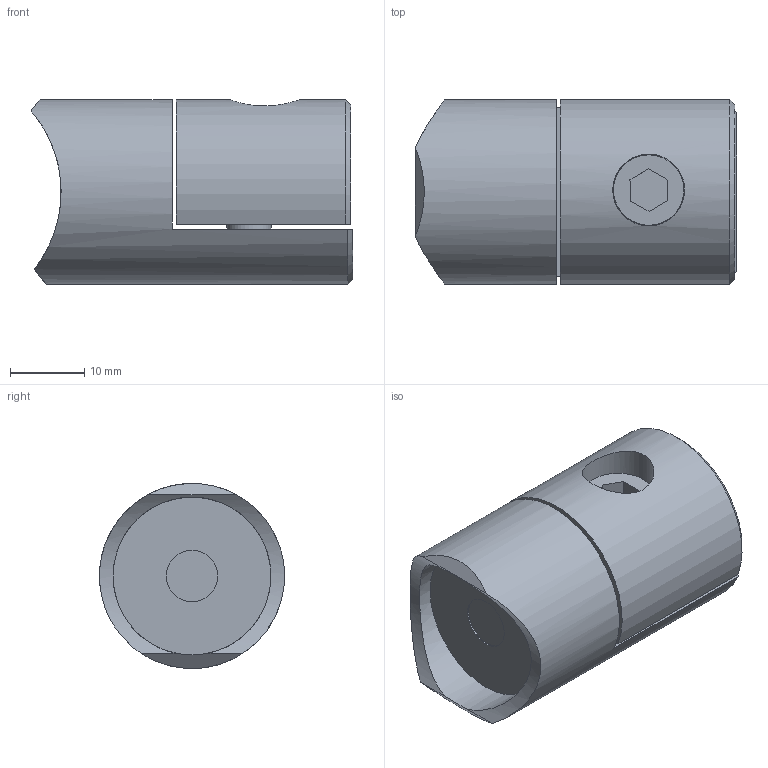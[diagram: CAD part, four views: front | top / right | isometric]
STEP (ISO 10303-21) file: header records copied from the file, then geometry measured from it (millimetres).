
FILE_DESCRIPTION(/* description */ (''),/* implementation_level */ '2;1');
FILE_NAME(/* name */ '1758_Cosch_Edelstahltechnik.stp',/* time_stamp */ '2018-09-19T21:20:26+02:00',/* author */ (''),/* organization */ (''),/* preprocessor_version */ 'ST-DEVELOPER v16',/* originating_system */ 'SIEMENS PLM Software NX 11.0',/* authorisation */ '');
FILE_SCHEMA (('AUTOMOTIVE_DESIGN { 1 0 10303 214 3 1 1 1 }'));
Length unit declared in the file: millimetre
Products named in the file (1): Goge080C7B09bhdt
Bounding box: 43.48 x 24.99 x 24.99 mm (x, y, z)
Volume: 17896.9 mm3; surface area: 6606.2 mm2
Topology: 1 solids, 1 shells, 29 faces, 65 edges, 44 vertices
Faces by surface type: plane 19, cylinder 7, cone 2, extrusion 1
Full cylindrical faces by diameter (mm): 6 x1, 7 x1, 9.704 x1, 21.326 x1, 25 x1
Entity records: 1033 total; most frequent: CARTESIAN_POINT 409, DIRECTION 118, ORIENTED_EDGE 108, EDGE_CURVE 54, AXIS2_PLACEMENT_3D 44, EDGE_LOOP 41, VERTEX_POINT 39, VECTOR 30
